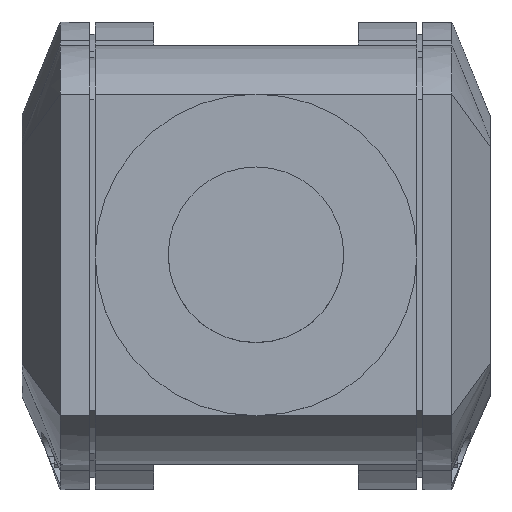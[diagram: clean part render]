
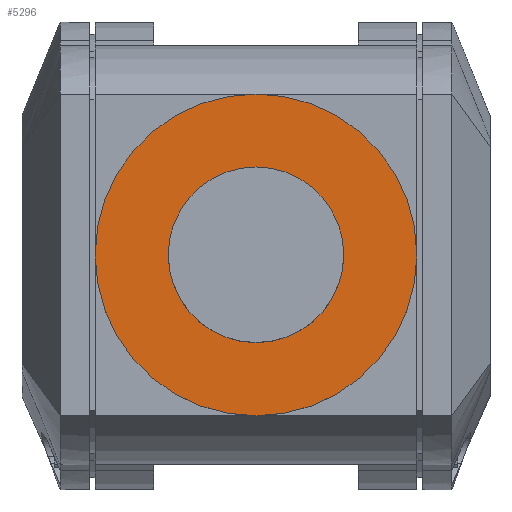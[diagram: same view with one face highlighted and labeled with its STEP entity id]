
A CAD part, top view. The second image highlights one B-rep face of the part: STEP entity #5296.
In plain terms, the highlighted planar face has unit normal (0, 0, 1).
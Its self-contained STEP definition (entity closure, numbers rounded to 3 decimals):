
#84 = VERTEX_POINT ( 'NONE', #5453 ) ;
#224 = CARTESIAN_POINT ( 'NONE',  ( 0., 0., 5. ) ) ;
#327 = PLANE ( 'NONE',  #8494 ) ;
#945 = CARTESIAN_POINT ( 'NONE',  ( -15., 0., 5. ) ) ;
#1210 = AXIS2_PLACEMENT_3D ( 'NONE', #4754, #8566, #1692 ) ;
#1642 = CARTESIAN_POINT ( 'NONE',  ( -27.5, 0., 5. ) ) ;
#1692 = DIRECTION ( 'NONE',  ( 1., 0., 0. ) ) ;
#1881 = EDGE_LOOP ( 'NONE', ( #5730, #2938 ) ) ;
#2049 = EDGE_CURVE ( 'NONE', #84, #4580, #7724, .T. ) ;
#2405 = EDGE_CURVE ( 'NONE', #5283, #8734, #4005, .T. ) ;
#2938 = ORIENTED_EDGE ( 'NONE', *, *, #6871, .T. ) ;
#3190 = DIRECTION ( 'NONE',  ( 1., 0., 0. ) ) ;
#3818 = AXIS2_PLACEMENT_3D ( 'NONE', #7893, #4900, #7057 ) ;
#3971 = FACE_OUTER_BOUND ( 'NONE', #1881, .T. ) ;
#4005 = CIRCLE ( 'NONE', #5088, 27.5 ) ;
#4192 = DIRECTION ( 'NONE',  ( 1., 0., 0. ) ) ;
#4295 = CARTESIAN_POINT ( 'NONE',  ( 0., 0., 5. ) ) ;
#4580 = VERTEX_POINT ( 'NONE', #945 ) ;
#4607 = FACE_BOUND ( 'NONE', #7682, .T. ) ;
#4646 = ORIENTED_EDGE ( 'NONE', *, *, #2049, .F. ) ;
#4659 = DIRECTION ( 'NONE',  ( 0., 0., 1. ) ) ;
#4754 = CARTESIAN_POINT ( 'NONE',  ( 0., 0., 5. ) ) ;
#4797 = DIRECTION ( 'NONE',  ( 1., 0., 0. ) ) ;
#4882 = ORIENTED_EDGE ( 'NONE', *, *, #8645, .F. ) ;
#4900 = DIRECTION ( 'NONE',  ( 0., 0., 1. ) ) ;
#5088 = AXIS2_PLACEMENT_3D ( 'NONE', #6859, #4659, #3190 ) ;
#5283 = VERTEX_POINT ( 'NONE', #1642 ) ;
#5296 = ADVANCED_FACE ( 'NONE', ( #4607, #3971 ), #327, .T. ) ;
#5453 = CARTESIAN_POINT ( 'NONE',  ( 15., 0., 5. ) ) ;
#5730 = ORIENTED_EDGE ( 'NONE', *, *, #2405, .T. ) ;
#6859 = CARTESIAN_POINT ( 'NONE',  ( 0., 0., 5. ) ) ;
#6871 = EDGE_CURVE ( 'NONE', #8734, #5283, #9629, .T. ) ;
#6954 = DIRECTION ( 'NONE',  ( 0., 0., 1. ) ) ;
#7057 = DIRECTION ( 'NONE',  ( 1., 0., 0. ) ) ;
#7178 = DIRECTION ( 'NONE',  ( 0., 0., 1. ) ) ;
#7682 = EDGE_LOOP ( 'NONE', ( #4882, #4646 ) ) ;
#7724 = CIRCLE ( 'NONE', #3818, 15. ) ;
#7893 = CARTESIAN_POINT ( 'NONE',  ( 0., 0., 5. ) ) ;
#8174 = CIRCLE ( 'NONE', #8796, 15. ) ;
#8208 = CARTESIAN_POINT ( 'NONE',  ( 27.5, 0., 5. ) ) ;
#8494 = AXIS2_PLACEMENT_3D ( 'NONE', #224, #6954, #4797 ) ;
#8566 = DIRECTION ( 'NONE',  ( 0., 0., 1. ) ) ;
#8645 = EDGE_CURVE ( 'NONE', #4580, #84, #8174, .T. ) ;
#8734 = VERTEX_POINT ( 'NONE', #8208 ) ;
#8796 = AXIS2_PLACEMENT_3D ( 'NONE', #4295, #7178, #4192 ) ;
#9629 = CIRCLE ( 'NONE', #1210, 27.5 ) ;
